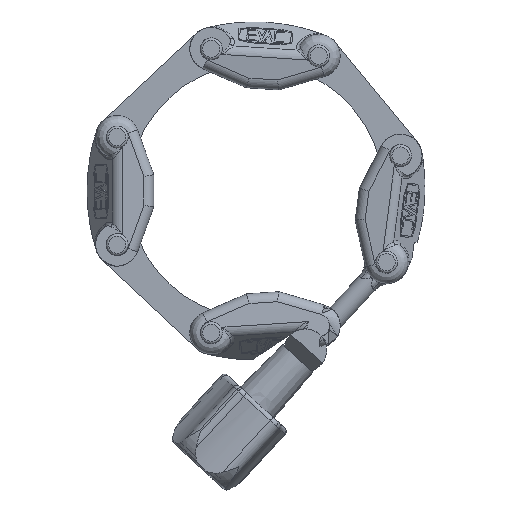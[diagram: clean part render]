
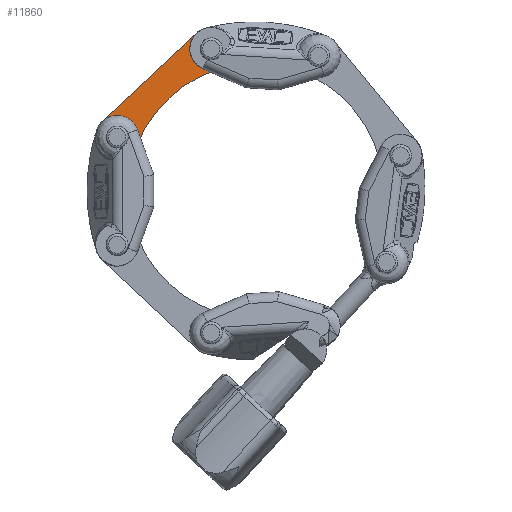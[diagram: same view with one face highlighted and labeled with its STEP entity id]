
A CAD part, left-side view. The second image highlights one B-rep face of the part: STEP entity #11860.
In plain terms, the highlighted face is planar.
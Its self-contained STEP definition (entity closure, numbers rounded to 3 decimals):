
#273=CIRCLE('',#12758,2.5);
#274=CIRCLE('',#12759,2.5);
#275=CIRCLE('',#12760,5.);
#276=CIRCLE('',#12761,5.);
#277=CIRCLE('',#12762,30.);
#3823=ORIENTED_EDGE('',*,*,#5820,.T.);
#3824=ORIENTED_EDGE('',*,*,#5821,.T.);
#3825=ORIENTED_EDGE('',*,*,#5822,.F.);
#3826=ORIENTED_EDGE('',*,*,#5823,.F.);
#3827=ORIENTED_EDGE('',*,*,#5824,.F.);
#3828=ORIENTED_EDGE('',*,*,#5825,.F.);
#5820=EDGE_CURVE('',#7069,#7069,#273,.T.);
#5821=EDGE_CURVE('',#7070,#7070,#274,.T.);
#5822=EDGE_CURVE('',#7071,#7072,#275,.T.);
#5823=EDGE_CURVE('',#7073,#7071,#8324,.T.);
#5824=EDGE_CURVE('',#7074,#7073,#276,.T.);
#5825=EDGE_CURVE('',#7072,#7074,#277,.T.);
#7069=VERTEX_POINT('',#22657);
#7070=VERTEX_POINT('',#22659);
#7071=VERTEX_POINT('',#22661);
#7072=VERTEX_POINT('',#22662);
#7073=VERTEX_POINT('',#22664);
#7074=VERTEX_POINT('',#22666);
#8324=LINE('',#22663,#9447);
#9447=VECTOR('',#15326,1000.);
#10064=EDGE_LOOP('',(#3823));
#10065=EDGE_LOOP('',(#3824));
#10066=EDGE_LOOP('',(#3825,#3826,#3827,#3828));
#10776=FACE_BOUND('',#10064,.T.);
#10777=FACE_BOUND('',#10065,.T.);
#10778=FACE_BOUND('',#10066,.T.);
#11311=PLANE('',#12757);
#11860=ADVANCED_FACE('',(#10776,#10777,#10778),#11311,.T.);
#12757=AXIS2_PLACEMENT_3D('',#22655,#15318,#15319);
#12758=AXIS2_PLACEMENT_3D('',#22656,#15320,#15321);
#12759=AXIS2_PLACEMENT_3D('',#22658,#15322,#15323);
#12760=AXIS2_PLACEMENT_3D('',#22660,#15324,#15325);
#12761=AXIS2_PLACEMENT_3D('',#22665,#15327,#15328);
#12762=AXIS2_PLACEMENT_3D('',#22667,#15329,#15330);
#15318=DIRECTION('',(0.,0.,1.));
#15319=DIRECTION('',(1.,0.,0.));
#15320=DIRECTION('',(0.,0.,-1.));
#15321=DIRECTION('',(-1.,0.,0.));
#15322=DIRECTION('',(0.,0.,-1.));
#15323=DIRECTION('',(-1.,0.,0.));
#15324=DIRECTION('',(0.,0.,-1.));
#15325=DIRECTION('',(1.,0.,0.));
#15326=DIRECTION('',(1.,0.,0.));
#15327=DIRECTION('',(0.,0.,-1.));
#15328=DIRECTION('',(1.,0.,0.));
#15329=DIRECTION('',(0.,0.,1.));
#15330=DIRECTION('',(-0.429,-0.904,0.));
#22655=CARTESIAN_POINT('',(14.896,31.646,1.));
#22656=CARTESIAN_POINT('',(-15.,31.623,1.));
#22657=CARTESIAN_POINT('',(-17.5,31.623,1.));
#22658=CARTESIAN_POINT('',(15.,31.623,1.));
#22659=CARTESIAN_POINT('',(12.5,31.623,1.));
#22660=CARTESIAN_POINT('',(15.,31.623,1.));
#22661=CARTESIAN_POINT('',(15.,36.623,1.));
#22662=CARTESIAN_POINT('',(12.857,27.105,1.));
#22663=CARTESIAN_POINT('',(-15.,36.623,1.));
#22664=CARTESIAN_POINT('',(-15.,36.623,1.));
#22665=CARTESIAN_POINT('',(-15.,31.623,1.));
#22666=CARTESIAN_POINT('',(-12.857,27.105,1.));
#22667=CARTESIAN_POINT('',(0.,0.,1.));
